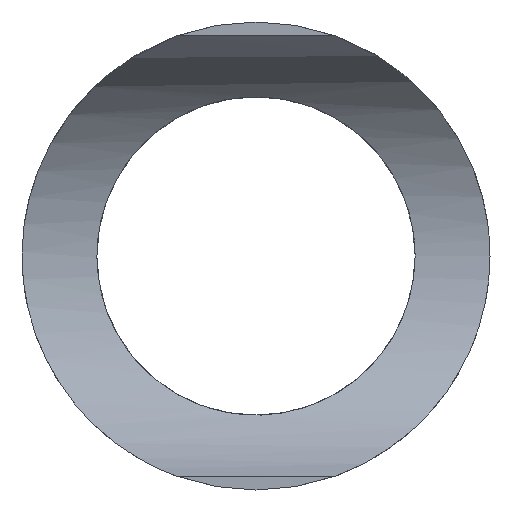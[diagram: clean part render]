
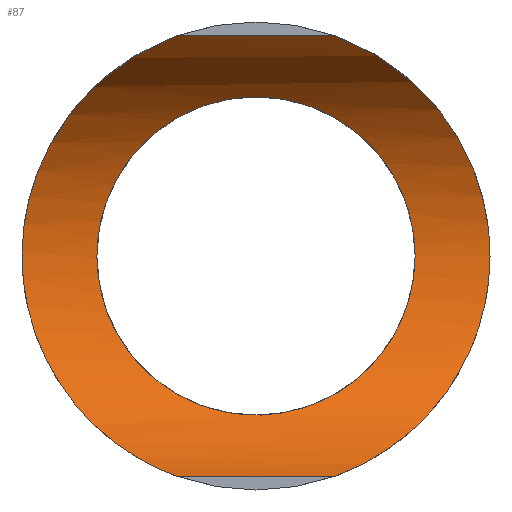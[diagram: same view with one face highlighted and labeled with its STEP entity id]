
A CAD part, left-side view. The second image highlights one B-rep face of the part: STEP entity #87.
In plain terms, the highlighted cylindrical face has radius 9.525 mm (diameter 19.05 mm), a partial arc.
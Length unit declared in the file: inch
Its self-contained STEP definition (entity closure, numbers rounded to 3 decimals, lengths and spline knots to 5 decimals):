
#15=FACE_BOUND('',#33,.T.);
#19=B_SPLINE_CURVE_WITH_KNOTS('',3,(#153,#154,#155,#156,#157,#158,#159,
#160,#161,#162,#163,#164,#165,#166,#167,#168,#169,#170,#171,#172,#173,#174,
#175,#176,#177,#178,#179,#180,#181,#182,#183,#184,#185,#186),
 .UNSPECIFIED.,.T.,.F.,(4,2,2,2,2,2,2,2,2,2,2,2,2,2,2,2,4),(0.,0.25626,
0.51251,0.76564,1.01877,1.2719,1.52502,
1.78128,2.03754,2.2938,2.55005,2.80318,
3.05631,3.30943,3.56256,3.81882,4.07508),
 .UNSPECIFIED.);
#20=ELLIPSE('',#103,0.53033,0.375);
#21=ELLIPSE('',#104,0.53033,0.375);
#22=CYLINDRICAL_SURFACE('',#102,0.375);
#26=FACE_OUTER_BOUND('',#32,.T.);
#32=EDGE_LOOP('',(#67,#68,#69,#70));
#33=EDGE_LOOP('',(#71));
#45=LINE('',#144,#47);
#46=LINE('',#151,#48);
#47=VECTOR('',#116,0.25);
#48=VECTOR('',#125,0.25);
#49=VERTEX_POINT('',#142);
#50=VERTEX_POINT('',#143);
#51=VERTEX_POINT('',#147);
#52=VERTEX_POINT('',#149);
#53=VERTEX_POINT('',#152);
#56=EDGE_CURVE('',#49,#50,#45,.T.);
#58=EDGE_CURVE('',#51,#50,#20,.T.);
#59=EDGE_CURVE('',#52,#49,#21,.T.);
#60=EDGE_CURVE('',#51,#52,#46,.T.);
#61=EDGE_CURVE('',#53,#53,#19,.T.);
#67=ORIENTED_EDGE('',*,*,#58,.T.);
#68=ORIENTED_EDGE('',*,*,#56,.F.);
#69=ORIENTED_EDGE('',*,*,#59,.F.);
#70=ORIENTED_EDGE('',*,*,#60,.F.);
#71=ORIENTED_EDGE('',*,*,#61,.T.);
#87=ADVANCED_FACE('',(#26,#15),#22,.F.);
#102=AXIS2_PLACEMENT_3D('',#146,#119,#120);
#103=AXIS2_PLACEMENT_3D('',#148,#121,#122);
#104=AXIS2_PLACEMENT_3D('',#150,#123,#124);
#116=DIRECTION('',(0.,1.,0.));
#119=DIRECTION('center_axis',(0.,1.,0.));
#120=DIRECTION('ref_axis',(1.,0.,0.));
#121=DIRECTION('center_axis',(-0.707,0.707,0.));
#122=DIRECTION('ref_axis',(0.707,0.707,0.));
#123=DIRECTION('center_axis',(0.707,0.707,0.));
#124=DIRECTION('ref_axis',(0.707,-0.707,0.));
#125=DIRECTION('',(0.,-1.,0.));
#142=CARTESIAN_POINT('',(-4.4375,-0.125,-0.35355));
#143=CARTESIAN_POINT('',(-4.4375,0.125,-0.35355));
#144=CARTESIAN_POINT('',(-4.4375,-0.125,-0.35355));
#146=CARTESIAN_POINT('Origin',(-4.5625,-2.5815,0.));
#147=CARTESIAN_POINT('',(-4.4375,0.125,0.35355));
#148=CARTESIAN_POINT('Origin',(-4.5625,0.,0.));
#149=CARTESIAN_POINT('',(-4.4375,-0.125,0.35355));
#150=CARTESIAN_POINT('Origin',(-4.5625,0.,0.));
#151=CARTESIAN_POINT('',(-4.4375,0.125,0.35355));
#152=CARTESIAN_POINT('',(-4.1875,-0.255,0.));
#153=CARTESIAN_POINT('Ctrl Pts',(-4.28755,0.,
-0.255));
#154=CARTESIAN_POINT('Ctrl Pts',(-4.28755,0.03363,-0.255));
#155=CARTESIAN_POINT('Ctrl Pts',(-4.28075,0.06809,-0.24805));
#156=CARTESIAN_POINT('Ctrl Pts',(-4.25966,0.13026,-0.2218));
#157=CARTESIAN_POINT('Ctrl Pts',(-4.24585,0.15814,-0.20248));
#158=CARTESIAN_POINT('Ctrl Pts',(-4.22169,0.20221,-0.15841));
#159=CARTESIAN_POINT('Ctrl Pts',(-4.20944,0.22171,-0.13048));
#160=CARTESIAN_POINT('Ctrl Pts',(-4.19228,0.24812,-0.06791));
#161=CARTESIAN_POINT('Ctrl Pts',(-4.1875,0.255,-0.03322));
#162=CARTESIAN_POINT('Ctrl Pts',(-4.1875,0.255,0.03322));
#163=CARTESIAN_POINT('Ctrl Pts',(-4.19228,0.24812,0.06791));
#164=CARTESIAN_POINT('Ctrl Pts',(-4.20944,0.22171,0.13048));
#165=CARTESIAN_POINT('Ctrl Pts',(-4.22169,0.20221,0.15841));
#166=CARTESIAN_POINT('Ctrl Pts',(-4.24585,0.15814,0.20248));
#167=CARTESIAN_POINT('Ctrl Pts',(-4.25966,0.13026,0.2218));
#168=CARTESIAN_POINT('Ctrl Pts',(-4.28075,0.06809,0.24805));
#169=CARTESIAN_POINT('Ctrl Pts',(-4.28755,0.03363,0.255));
#170=CARTESIAN_POINT('Ctrl Pts',(-4.28755,-0.03363,0.255));
#171=CARTESIAN_POINT('Ctrl Pts',(-4.28075,-0.06809,0.24805));
#172=CARTESIAN_POINT('Ctrl Pts',(-4.25966,-0.13026,0.2218));
#173=CARTESIAN_POINT('Ctrl Pts',(-4.24585,-0.15814,0.20248));
#174=CARTESIAN_POINT('Ctrl Pts',(-4.22169,-0.20221,0.15841));
#175=CARTESIAN_POINT('Ctrl Pts',(-4.20944,-0.22171,0.13048));
#176=CARTESIAN_POINT('Ctrl Pts',(-4.19228,-0.24812,0.06791));
#177=CARTESIAN_POINT('Ctrl Pts',(-4.1875,-0.255,0.03322));
#178=CARTESIAN_POINT('Ctrl Pts',(-4.1875,-0.255,-0.03322));
#179=CARTESIAN_POINT('Ctrl Pts',(-4.19228,-0.24812,-0.06791));
#180=CARTESIAN_POINT('Ctrl Pts',(-4.20944,-0.22171,-0.13048));
#181=CARTESIAN_POINT('Ctrl Pts',(-4.22169,-0.20221,-0.15841));
#182=CARTESIAN_POINT('Ctrl Pts',(-4.24585,-0.15814,-0.20248));
#183=CARTESIAN_POINT('Ctrl Pts',(-4.25966,-0.13026,-0.2218));
#184=CARTESIAN_POINT('Ctrl Pts',(-4.28075,-0.06809,-0.24805));
#185=CARTESIAN_POINT('Ctrl Pts',(-4.28755,-0.03363,-0.255));
#186=CARTESIAN_POINT('Ctrl Pts',(-4.28755,0.,
-0.255));
